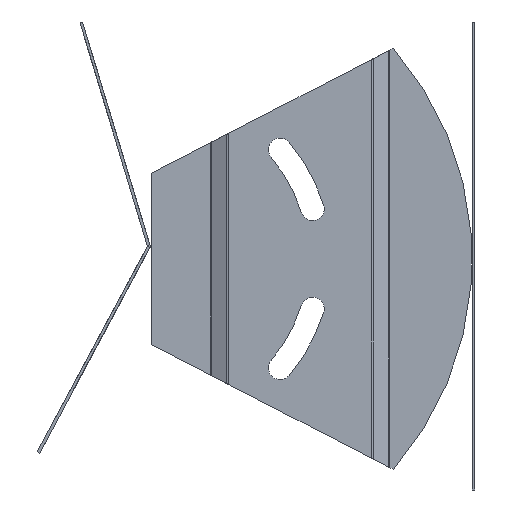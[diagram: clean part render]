
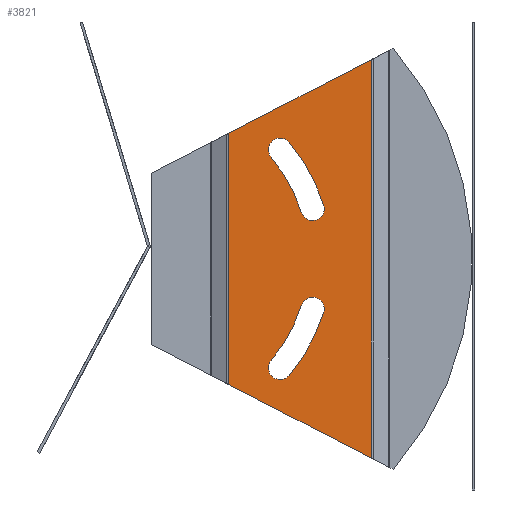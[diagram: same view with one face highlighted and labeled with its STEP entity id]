
A CAD part, front view. The second image highlights one B-rep face of the part: STEP entity #3821.
In plain terms, the highlighted face is planar.
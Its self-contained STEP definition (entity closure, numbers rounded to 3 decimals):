
#292 = ORIENTED_EDGE ( 'NONE', *, *, #4811, .F. ) ;
#293 = ORIENTED_EDGE ( 'NONE', *, *, #4812, .F. ) ;
#294 = ORIENTED_EDGE ( 'NONE', *, *, #4813, .F. ) ;
#295 = ORIENTED_EDGE ( 'NONE', *, *, #4814, .F. ) ;
#296 = ORIENTED_EDGE ( 'NONE', *, *, #4815, .F. ) ;
#297 = ORIENTED_EDGE ( 'NONE', *, *, #4816, .F. ) ;
#298 = ORIENTED_EDGE ( 'NONE', *, *, #4817, .F. ) ;
#299 = ORIENTED_EDGE ( 'NONE', *, *, #4818, .F. ) ;
#300 = ORIENTED_EDGE ( 'NONE', *, *, #4809, .T. ) ;
#301 = ORIENTED_EDGE ( 'NONE', *, *, #4819, .F. ) ;
#302 = ORIENTED_EDGE ( 'NONE', *, *, #4820, .F. ) ;
#303 = ORIENTED_EDGE ( 'NONE', *, *, #4821, .F. ) ;
#748 = CARTESIAN_POINT ( 'NONE',  ( 3.3, 41.215, 34.891 ) ) ;
#752 = CARTESIAN_POINT ( 'NONE',  ( 3.3, 51.571, -16.013 ) ) ;
#755 = CARTESIAN_POINT ( 'NONE',  ( 3.3, 44.886, -13.937 ) ) ;
#760 = CARTESIAN_POINT ( 'NONE',  ( 3.3, 23.118, -37.57 ) ) ;
#761 = CARTESIAN_POINT ( 'NONE',  ( 3.3, 23.118, 37.57 ) ) ;
#762 = CARTESIAN_POINT ( 'NONE',  ( 3.3, 35.872, -30.368 ) ) ;
#763 = CARTESIAN_POINT ( 'NONE',  ( 3.3, 51.571, 16.013 ) ) ;
#764 = CARTESIAN_POINT ( 'NONE',  ( 3.3, 41.215, -34.891 ) ) ;
#765 = CARTESIAN_POINT ( 'NONE',  ( 3.3, 35.872, 30.368 ) ) ;
#766 = CARTESIAN_POINT ( 'NONE',  ( 3.3, 44.886, 13.937 ) ) ;
#767 = CARTESIAN_POINT ( 'NONE',  ( 3.3, 65.882, -59.62 ) ) ;
#768 = CARTESIAN_POINT ( 'NONE',  ( 3.3, 65.882, 59.62 ) ) ;
#787 = DIRECTION ( 'NONE',  ( -1., 0., 0. ) ) ;
#789 = CARTESIAN_POINT ( 'NONE',  ( 3.3, 23.118, 200. ) ) ;
#791 = PLANE ( 'NONE',  #4846 ) ;
#793 = DIRECTION ( 'NONE',  ( 0., 0., 1. ) ) ;
#1946 = CARTESIAN_POINT ( 'NONE',  ( 3.3, 23.118, 200. ) ) ;
#1948 = DIRECTION ( 'NONE',  ( 0., 0., -1. ) ) ;
#1951 = CARTESIAN_POINT ( 'NONE',  ( 3.3, 0., 0. ) ) ;
#1952 = DIRECTION ( 'NONE',  ( -1., 0., 0. ) ) ;
#1953 = DIRECTION ( 'NONE',  ( 0., -1., 0. ) ) ;
#1954 = CARTESIAN_POINT ( 'NONE',  ( 3.3, 48.229, -14.975 ) ) ;
#1955 = DIRECTION ( 'NONE',  ( 1., 0., 0. ) ) ;
#1956 = DIRECTION ( 'NONE',  ( 0., -1., 0. ) ) ;
#1957 = CARTESIAN_POINT ( 'NONE',  ( 3.3, 0., 0. ) ) ;
#1958 = DIRECTION ( 'NONE',  ( 1., 0., 0. ) ) ;
#1959 = DIRECTION ( 'NONE',  ( 0., -1., 0. ) ) ;
#1960 = CARTESIAN_POINT ( 'NONE',  ( 3.3, 38.543, -32.629 ) ) ;
#1961 = DIRECTION ( 'NONE',  ( 1., 0., 0. ) ) ;
#1962 = DIRECTION ( 'NONE',  ( 0., -1., 0. ) ) ;
#1963 = CARTESIAN_POINT ( 'NONE',  ( 3.3, 38.543, 32.629 ) ) ;
#1964 = DIRECTION ( 'NONE',  ( 1., 0., 0. ) ) ;
#1965 = DIRECTION ( 'NONE',  ( 0., 1., 0. ) ) ;
#1966 = CARTESIAN_POINT ( 'NONE',  ( 3.3, 0., 0. ) ) ;
#1967 = DIRECTION ( 'NONE',  ( 1., 0., 0. ) ) ;
#1968 = DIRECTION ( 'NONE',  ( 0., 1., 0. ) ) ;
#1969 = CARTESIAN_POINT ( 'NONE',  ( 3.3, 72.436, -63. ) ) ;
#1970 = DIRECTION ( 'NONE',  ( 0., -0.889, 0.458 ) ) ;
#1971 = CARTESIAN_POINT ( 'NONE',  ( 3.3, 48.229, 14.975 ) ) ;
#1972 = DIRECTION ( 'NONE',  ( 1., 0., 0. ) ) ;
#1973 = DIRECTION ( 'NONE',  ( 0., 1., 0. ) ) ;
#1975 = CARTESIAN_POINT ( 'NONE',  ( 3.3, 72.436, 63. ) ) ;
#1976 = CARTESIAN_POINT ( 'NONE',  ( 3.3, 0., 0. ) ) ;
#1977 = DIRECTION ( 'NONE',  ( -1., 0., 0. ) ) ;
#1978 = DIRECTION ( 'NONE',  ( 0., 1., 0. ) ) ;
#1979 = CARTESIAN_POINT ( 'NONE',  ( 3.3, 65.882, 200. ) ) ;
#1981 = DIRECTION ( 'NONE',  ( 0., 0., -1. ) ) ;
#1982 = DIRECTION ( 'NONE',  ( 0., 0.889, 0.458 ) ) ;
#2615 = AXIS2_PLACEMENT_3D ( 'NONE', #1951, #1952, #1953 ) ;
#2616 = AXIS2_PLACEMENT_3D ( 'NONE', #1954, #1955, #1956 ) ;
#2617 = AXIS2_PLACEMENT_3D ( 'NONE', #1957, #1958, #1959 ) ;
#2618 = AXIS2_PLACEMENT_3D ( 'NONE', #1960, #1961, #1962 ) ;
#2619 = AXIS2_PLACEMENT_3D ( 'NONE', #1963, #1964, #1965 ) ;
#2620 = AXIS2_PLACEMENT_3D ( 'NONE', #1966, #1967, #1968 ) ;
#2621 = AXIS2_PLACEMENT_3D ( 'NONE', #1971, #1972, #1973 ) ;
#2622 = AXIS2_PLACEMENT_3D ( 'NONE', #1976, #1977, #1978 ) ;
#3178 = LINE ( 'NONE', #1946, #3180 ) ;
#3179 = LINE ( 'NONE', #1975, #3193 ) ;
#3180 = VECTOR ( 'NONE', #1948, 1000. ) ;
#3181 = CIRCLE ( 'NONE', #2615, 47. ) ;
#3182 = CIRCLE ( 'NONE', #2616, 3.5 ) ;
#3183 = CIRCLE ( 'NONE', #2617, 54. ) ;
#3184 = CIRCLE ( 'NONE', #2618, 3.5 ) ;
#3185 = CIRCLE ( 'NONE', #2619, 3.5 ) ;
#3186 = CIRCLE ( 'NONE', #2620, 54. ) ;
#3187 = CIRCLE ( 'NONE', #2621, 3.5 ) ;
#3188 = CIRCLE ( 'NONE', #2622, 47. ) ;
#3189 = LINE ( 'NONE', #1969, #3191 ) ;
#3190 = LINE ( 'NONE', #1979, #3192 ) ;
#3191 = VECTOR ( 'NONE', #1970, 1000. ) ;
#3192 = VECTOR ( 'NONE', #1981, 1000. ) ;
#3193 = VECTOR ( 'NONE', #1982, 1000. ) ;
#3540 = VERTEX_POINT ( 'NONE', #748 ) ;
#3544 = VERTEX_POINT ( 'NONE', #752 ) ;
#3547 = VERTEX_POINT ( 'NONE', #755 ) ;
#3552 = VERTEX_POINT ( 'NONE', #760 ) ;
#3553 = VERTEX_POINT ( 'NONE', #761 ) ;
#3554 = VERTEX_POINT ( 'NONE', #762 ) ;
#3555 = VERTEX_POINT ( 'NONE', #763 ) ;
#3556 = VERTEX_POINT ( 'NONE', #764 ) ;
#3557 = VERTEX_POINT ( 'NONE', #765 ) ;
#3558 = VERTEX_POINT ( 'NONE', #766 ) ;
#3559 = VERTEX_POINT ( 'NONE', #767 ) ;
#3560 = VERTEX_POINT ( 'NONE', #768 ) ;
#3578 = FACE_BOUND ( 'NONE', #4418, .T. ) ;
#3580 = FACE_OUTER_BOUND ( 'NONE', #4419, .T. ) ;
#3584 = FACE_BOUND ( 'NONE', #4416, .T. ) ;
#3821 = ADVANCED_FACE ( 'NONE', ( #3578, #3584, #3580 ), #791, .F. ) ;
#4416 = EDGE_LOOP ( 'NONE', ( #296, #297, #298, #299 ) ) ;
#4418 = EDGE_LOOP ( 'NONE', ( #292, #293, #294, #295 ) ) ;
#4419 = EDGE_LOOP ( 'NONE', ( #300, #301, #302, #303 ) ) ;
#4809 = EDGE_CURVE ( 'NONE', #3553, #3552, #3178, .T. ) ;
#4811 = EDGE_CURVE ( 'NONE', #3547, #3554, #3181, .T. ) ;
#4812 = EDGE_CURVE ( 'NONE', #3544, #3547, #3182, .T. ) ;
#4813 = EDGE_CURVE ( 'NONE', #3556, #3544, #3183, .T. ) ;
#4814 = EDGE_CURVE ( 'NONE', #3554, #3556, #3184, .T. ) ;
#4815 = EDGE_CURVE ( 'NONE', #3540, #3557, #3185, .T. ) ;
#4816 = EDGE_CURVE ( 'NONE', #3555, #3540, #3186, .T. ) ;
#4817 = EDGE_CURVE ( 'NONE', #3558, #3555, #3187, .T. ) ;
#4818 = EDGE_CURVE ( 'NONE', #3557, #3558, #3188, .T. ) ;
#4819 = EDGE_CURVE ( 'NONE', #3559, #3552, #3189, .T. ) ;
#4820 = EDGE_CURVE ( 'NONE', #3560, #3559, #3190, .T. ) ;
#4821 = EDGE_CURVE ( 'NONE', #3553, #3560, #3179, .T. ) ;
#4846 = AXIS2_PLACEMENT_3D ( 'NONE', #789, #787, #793 ) ;
